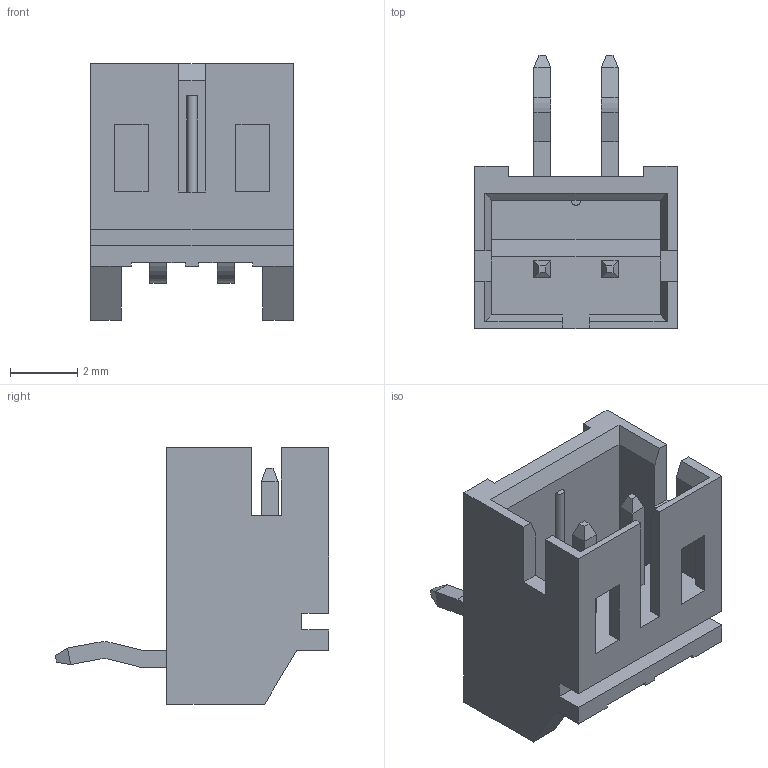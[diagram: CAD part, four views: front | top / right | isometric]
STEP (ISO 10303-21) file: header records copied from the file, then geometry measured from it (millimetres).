
FILE_DESCRIPTION(/* description */ ('Unknown'),/* implementation_level */ '2;1');
FILE_NAME(/* name */ '62000211722',/* time_stamp */ '2018-06-06T14:15:00+02:00',/* author */ ('Unknown'),/* organization */ ('Unknown'),/* preprocessor_version */ 'ST-DEVELOPER v16.7',/* originating_system */ 'DEX',/* authorisation */ $);
FILE_SCHEMA (('AUTOMOTIVE_DESIGN {1 0 10303 214 3 1 1}'));
Length unit declared in the file: millimetre
Products named in the file (3): 6200xx11722; 62000211722; 6200xx11722_PIN1
Assembly tree (3 placements, depth 2):
  6200xx11722
    62000211722
    6200xx11722_PIN1  x2
Bounding box: 6 x 8.1 x 7.6 mm (x, y, z)
Volume: 97.6 mm3; surface area: 346.1 mm2
Topology: 3 solids, 3 shells, 128 faces, 352 edges, 228 vertices
Faces by surface type: plane 115, cylinder 13
Entity records: 3365 total; most frequent: CARTESIAN_POINT 588, ORIENTED_EDGE 582, DIRECTION 521, EDGE_CURVE 291, LINE 275, VECTOR 275, VERTEX_POINT 190, AXIS2_PLACEMENT_3D 123
